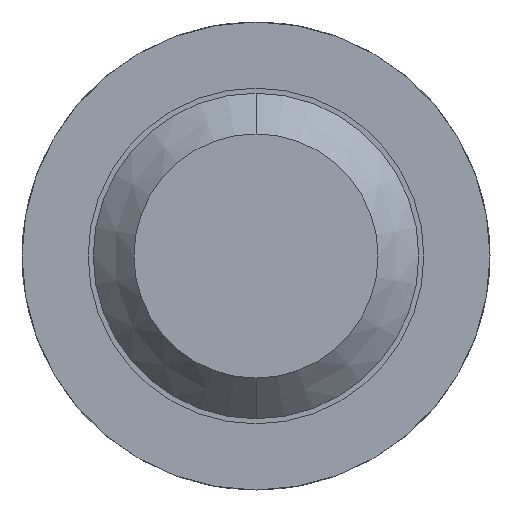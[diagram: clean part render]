
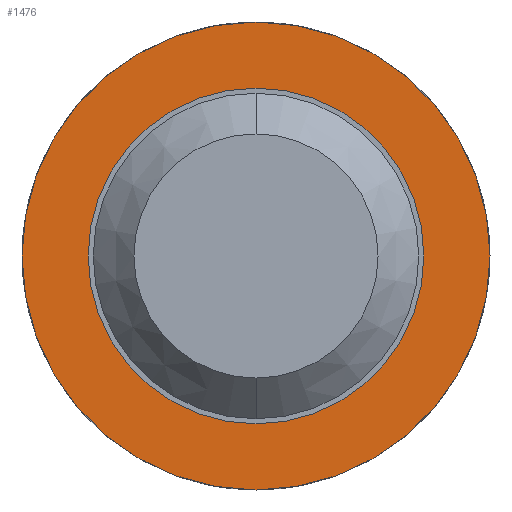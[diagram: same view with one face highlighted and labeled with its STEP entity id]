
A CAD part, front view. The second image highlights one B-rep face of the part: STEP entity #1476.
In plain terms, the highlighted planar face has unit normal (0, -1, 0).
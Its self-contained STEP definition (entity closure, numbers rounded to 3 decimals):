
#172 = ORIENTED_EDGE ( 'NONE', *, *, #1742, .T. ) ;
#244 = CIRCLE ( 'NONE', #4141, 1.15 ) ;
#439 = DIRECTION ( 'NONE',  ( 0., 0., 1. ) ) ;
#476 = AXIS2_PLACEMENT_3D ( 'NONE', #2214, #3645, #439 ) ;
#533 = EDGE_LOOP ( 'NONE', ( #172, #3453 ) ) ;
#701 = CARTESIAN_POINT ( 'NONE',  ( 0., -1.5, 1.15 ) ) ;
#903 = DIRECTION ( 'NONE',  ( 0., 1., 0. ) ) ;
#974 = DIRECTION ( 'NONE',  ( 0., 1., 0. ) ) ;
#1103 = DIRECTION ( 'NONE',  ( 0., 1., 0. ) ) ;
#1286 = ORIENTED_EDGE ( 'NONE', *, *, #1589, .F. ) ;
#1476 = ADVANCED_FACE ( 'Defeature ausgef�hrt1_45', ( #4073, #3367 ), #1884, .F. ) ;
#1589 = EDGE_CURVE ( 'Defeature ausgef�hrt1_39+Defeature ausgef�hrt1_45+Defeature ausgef�hrt1_45+Defeature ausgef�hrt1_45', #1607, #2309, #2419, .T. ) ;
#1607 = VERTEX_POINT ( 'NONE', #4604 ) ;
#1742 = EDGE_CURVE ( 'Defeature ausgef�hrt1_45+Defeature ausgef�hrt1_44+Defeature ausgef�hrt1_44+Defeature ausgef�hrt1_44', #2532, #1952, #2794, .T. ) ;
#1743 = AXIS2_PLACEMENT_3D ( 'NONE', #2237, #903, #3042 ) ;
#1884 = PLANE ( 'NONE',  #1743 ) ;
#1952 = VERTEX_POINT ( 'NONE', #2512 ) ;
#1969 = AXIS2_PLACEMENT_3D ( 'NONE', #4203, #974, #3482 ) ;
#2197 = EDGE_CURVE ( 'Defeature ausgef�hrt1_45+Defeature ausgef�hrt1_44+Defeature ausgef�hrt1_44+Defeature ausgef�hrt1_44', #1952, #2532, #4444, .T. ) ;
#2214 = CARTESIAN_POINT ( 'NONE',  ( 0., -1.5, 0. ) ) ;
#2237 = CARTESIAN_POINT ( 'NONE',  ( 0.825, -1.5, 0. ) ) ;
#2309 = VERTEX_POINT ( 'NONE', #701 ) ;
#2317 = CARTESIAN_POINT ( 'NONE',  ( 0., -1.5, 0. ) ) ;
#2419 = CIRCLE ( 'NONE', #1969, 1.15 ) ;
#2512 = CARTESIAN_POINT ( 'NONE',  ( 0., -1.5, -0.825 ) ) ;
#2532 = VERTEX_POINT ( 'NONE', #2972 ) ;
#2794 = CIRCLE ( 'NONE', #476, 0.825 ) ;
#2972 = CARTESIAN_POINT ( 'NONE',  ( 0., -1.5, 0.825 ) ) ;
#3042 = DIRECTION ( 'NONE',  ( 0., 0., 1. ) ) ;
#3101 = EDGE_LOOP ( 'NONE', ( #3668, #1286 ) ) ;
#3173 = AXIS2_PLACEMENT_3D ( 'NONE', #2317, #3418, #4104 ) ;
#3198 = DIRECTION ( 'NONE',  ( 0., 0., 1. ) ) ;
#3367 = FACE_BOUND ( 'NONE', #533, .T. ) ;
#3418 = DIRECTION ( 'NONE',  ( 0., 1., 0. ) ) ;
#3453 = ORIENTED_EDGE ( 'NONE', *, *, #2197, .T. ) ;
#3482 = DIRECTION ( 'NONE',  ( 0., 0., 1. ) ) ;
#3645 = DIRECTION ( 'NONE',  ( 0., 1., 0. ) ) ;
#3668 = ORIENTED_EDGE ( 'NONE', *, *, #3861, .F. ) ;
#3861 = EDGE_CURVE ( 'Defeature ausgef�hrt1_39+Defeature ausgef�hrt1_45+Defeature ausgef�hrt1_45+Defeature ausgef�hrt1_45', #2309, #1607, #244, .T. ) ;
#4073 = FACE_OUTER_BOUND ( 'NONE', #3101, .T. ) ;
#4104 = DIRECTION ( 'NONE',  ( 0., 0., 1. ) ) ;
#4141 = AXIS2_PLACEMENT_3D ( 'NONE', #4181, #1103, #3198 ) ;
#4181 = CARTESIAN_POINT ( 'NONE',  ( 0., -1.5, 0. ) ) ;
#4203 = CARTESIAN_POINT ( 'NONE',  ( 0., -1.5, 0. ) ) ;
#4444 = CIRCLE ( 'NONE', #3173, 0.825 ) ;
#4604 = CARTESIAN_POINT ( 'NONE',  ( 0., -1.5, -1.15 ) ) ;
